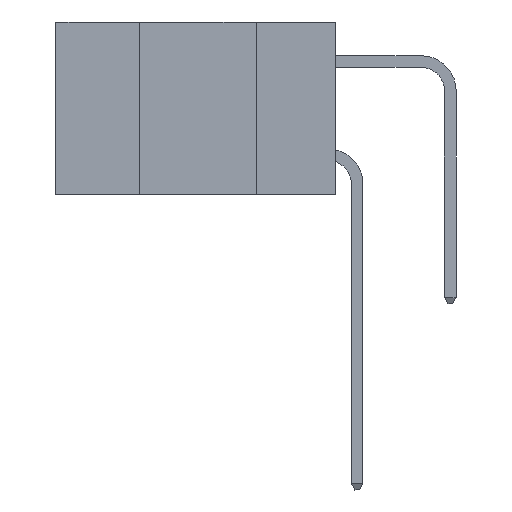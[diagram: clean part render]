
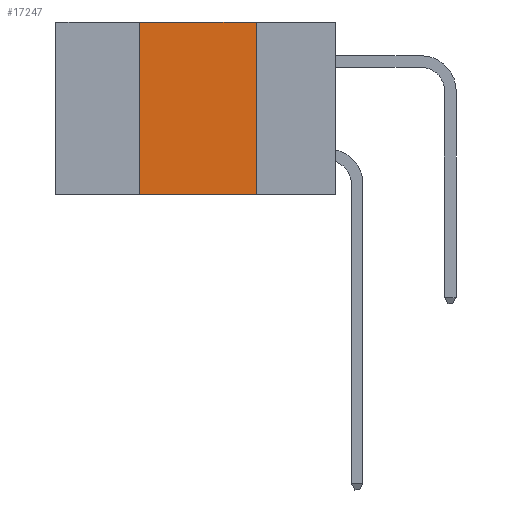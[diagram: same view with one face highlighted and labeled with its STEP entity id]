
A CAD part, left-side view. The second image highlights one B-rep face of the part: STEP entity #17247.
In plain terms, the highlighted planar face has unit normal (-1, 0, 0).
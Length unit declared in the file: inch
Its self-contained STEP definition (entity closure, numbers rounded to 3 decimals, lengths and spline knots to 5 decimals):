
#456 = LINE ( 'NONE', #10917, #1599 ) ;
#1165 = ORIENTED_EDGE ( 'NONE', *, *, #23450, .T. ) ;
#1235 = DIRECTION ( 'NONE',  ( 0., 0., 1. ) ) ;
#1599 = VECTOR ( 'NONE', #23683, 39.37008 ) ;
#4075 = VERTEX_POINT ( 'NONE', #23397 ) ;
#5447 = LINE ( 'NONE', #19539, #17225 ) ;
#5556 = AXIS2_PLACEMENT_3D ( 'NONE', #17293, #19132, #15356 ) ;
#5603 = VECTOR ( 'NONE', #20244, 39.37008 ) ;
#5776 = LINE ( 'NONE', #21497, #17290 ) ;
#6449 = CARTESIAN_POINT ( 'NONE',  ( 0., 0.42, 0. ) ) ;
#8166 = EDGE_CURVE ( 'NONE', #21819, #4075, #456, .T. ) ;
#8578 = DIRECTION ( 'NONE',  ( 0., -1., 0. ) ) ;
#10592 = EDGE_LOOP ( 'NONE', ( #14228, #16280, #21555, #1165 ) ) ;
#10917 = CARTESIAN_POINT ( 'NONE',  ( 0., 0.17, 0. ) ) ;
#11024 = VERTEX_POINT ( 'NONE', #6449 ) ;
#13467 = CARTESIAN_POINT ( 'NONE',  ( 0., 0.42, -0.37 ) ) ;
#14228 = ORIENTED_EDGE ( 'NONE', *, *, #8166, .F. ) ;
#15356 = DIRECTION ( 'NONE',  ( 0., 0., -1. ) ) ;
#16280 = ORIENTED_EDGE ( 'NONE', *, *, #20284, .F. ) ;
#16371 = CARTESIAN_POINT ( 'NONE',  ( 0., 0.17, 0. ) ) ;
#16420 = CARTESIAN_POINT ( 'NONE',  ( 0., 0.6, 0. ) ) ;
#16905 = EDGE_CURVE ( 'NONE', #21018, #11024, #5447, .T. ) ;
#17225 = VECTOR ( 'NONE', #1235, 39.37008 ) ;
#17247 = ADVANCED_FACE ( 'NONE', ( #21163 ), #21153, .F. ) ;
#17290 = VECTOR ( 'NONE', #8578, 39.37008 ) ;
#17293 = CARTESIAN_POINT ( 'NONE',  ( 0., 0.6, 0. ) ) ;
#19132 = DIRECTION ( 'NONE',  ( 1., 0., 0. ) ) ;
#19539 = CARTESIAN_POINT ( 'NONE',  ( 0., 0.42, 0. ) ) ;
#19953 = LINE ( 'NONE', #16420, #5603 ) ;
#20244 = DIRECTION ( 'NONE',  ( 0., -1., 0. ) ) ;
#20284 = EDGE_CURVE ( 'NONE', #11024, #21819, #19953, .T. ) ;
#21018 = VERTEX_POINT ( 'NONE', #13467 ) ;
#21153 = PLANE ( 'NONE',  #5556 ) ;
#21163 = FACE_OUTER_BOUND ( 'NONE', #10592, .T. ) ;
#21497 = CARTESIAN_POINT ( 'NONE',  ( 0., 0.6, -0.37 ) ) ;
#21555 = ORIENTED_EDGE ( 'NONE', *, *, #16905, .F. ) ;
#21819 = VERTEX_POINT ( 'NONE', #16371 ) ;
#23397 = CARTESIAN_POINT ( 'NONE',  ( 0., 0.17, -0.37 ) ) ;
#23450 = EDGE_CURVE ( 'NONE', #21018, #4075, #5776, .T. ) ;
#23683 = DIRECTION ( 'NONE',  ( 0., 0., -1. ) ) ;
